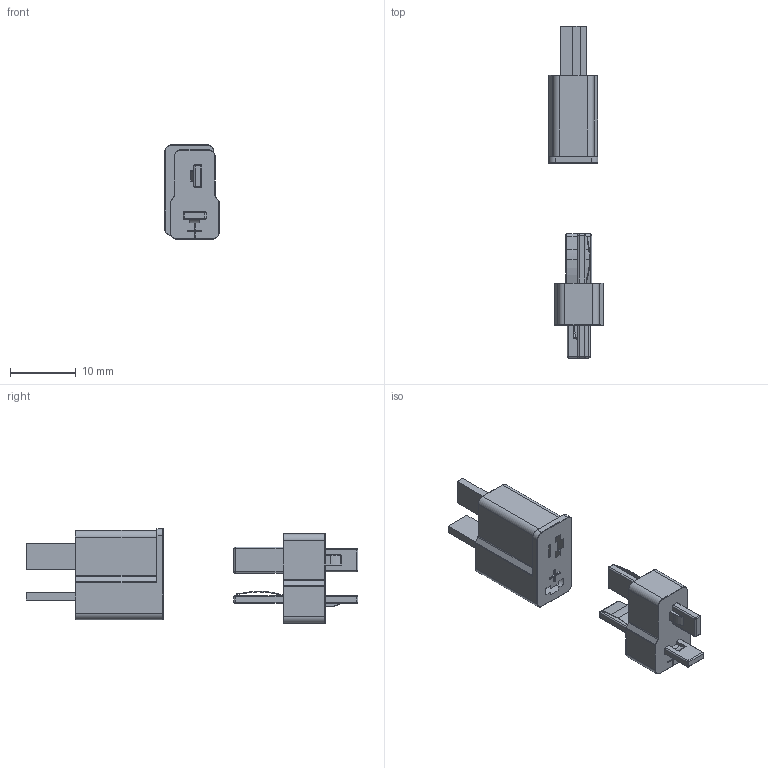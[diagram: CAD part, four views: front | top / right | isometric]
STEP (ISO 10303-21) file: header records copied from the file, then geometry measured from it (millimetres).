
FILE_DESCRIPTION(/* description */ ('Unknown'),/* implementation_level */ '2;1');
FILE_NAME(/* name */ 'PRT-11864',/* time_stamp */ '2023-06-27T16:01:11+02:00',/* author */ ('Unknown'),/* organization */ ('Unknown'),/* preprocessor_version */ 'ST-DEVELOPER v18.102',/* originating_system */ 'Solid Edge',/* authorisation */ 'Unknown');
FILE_SCHEMA (('AUTOMOTIVE_DESIGN {1 0 10303 214 3 1 1}'));
Length unit declared in the file: millimetre
Products named in the file (1): PRT-11864
Bounding box: 8.31 x 50.58 x 14.37 mm (x, y, z)
Volume: 706.4 mm3; surface area: 2118.3 mm2
Topology: 1 solids, 4 shells, 398 faces, 1003 edges, 591 vertices
Faces by surface type: cylinder 166, plane 133, torus 60, sphere 28, cone 7, bspline 4
Entity records: 14405 total; most frequent: CARTESIAN_POINT 2224, DIRECTION 2077, ORIENTED_EDGE 1898, EDGE_CURVE 975, AXIS2_PLACEMENT_3D 773, VERTEX_POINT 591, LINE 531, VECTOR 531
